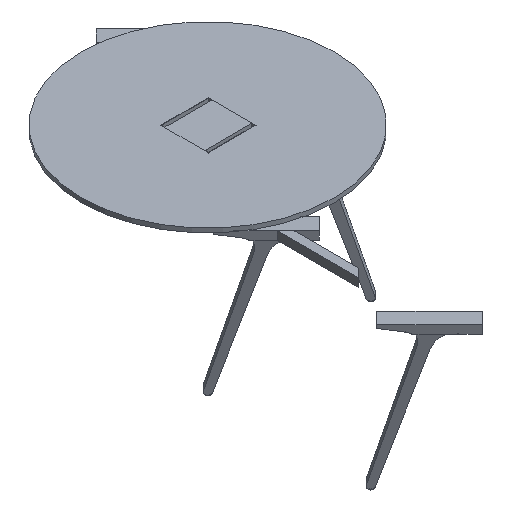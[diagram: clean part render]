
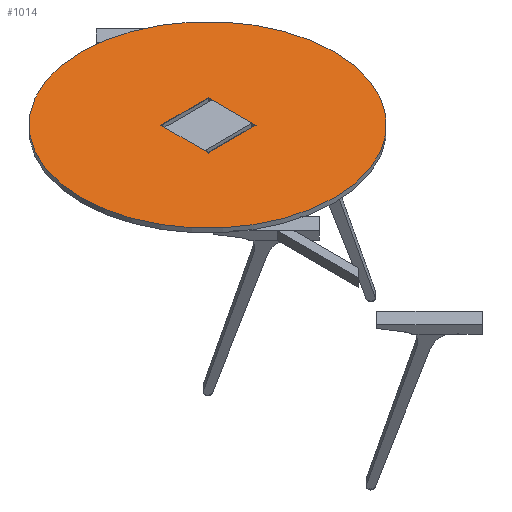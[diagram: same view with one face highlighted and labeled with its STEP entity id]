
A CAD part, isometric view. The second image highlights one B-rep face of the part: STEP entity #1014.
In plain terms, the highlighted planar face has unit normal (0, 0, 1).
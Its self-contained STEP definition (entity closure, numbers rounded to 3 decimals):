
#74=FACE_BOUND($,#163,.T.);
#80=CIRCLE($,#1088,600.);
#100=FACE_OUTER_BOUND($,#162,.T.);
#162=EDGE_LOOP($,(#705));
#163=EDGE_LOOP($,(#706,#707,#708,#709));
#222=LINE($,#1481,#338);
#226=LINE($,#1489,#342);
#229=LINE($,#1495,#345);
#232=LINE($,#1500,#348);
#338=VECTOR($,#1179,226.);
#342=VECTOR($,#1185,226.);
#345=VECTOR($,#1190,226.);
#348=VECTOR($,#1195,226.);
#454=VERTEX_POINT($,#1479);
#455=VERTEX_POINT($,#1480);
#458=VERTEX_POINT($,#1488);
#460=VERTEX_POINT($,#1494);
#462=VERTEX_POINT($,#1503);
#546=EDGE_CURVE($,#454,#455,#222,.T.);
#550=EDGE_CURVE($,#455,#458,#226,.T.);
#553=EDGE_CURVE($,#458,#460,#229,.T.);
#556=EDGE_CURVE($,#460,#454,#232,.T.);
#558=EDGE_CURVE($,#462,#462,#80,.T.);
#705=ORIENTED_EDGE($,*,*,#558,.F.);
#706=ORIENTED_EDGE($,*,*,#546,.T.);
#707=ORIENTED_EDGE($,*,*,#550,.T.);
#708=ORIENTED_EDGE($,*,*,#553,.T.);
#709=ORIENTED_EDGE($,*,*,#556,.T.);
#959=PLANE($,#1091);
#1014=ADVANCED_FACE($,(#100,#74),#959,.T.);
#1088=AXIS2_PLACEMENT_3D($,#1504,#1199,#1200);
#1091=AXIS2_PLACEMENT_3D($,#1508,#1205,#1206);
#1179=DIRECTION($,(0.,-1.,0.));
#1185=DIRECTION($,(-1.,0.,0.));
#1190=DIRECTION($,(0.,1.,0.));
#1195=DIRECTION($,(1.,0.,0.));
#1199=DIRECTION('center_axis',(0.,0.,-1.));
#1200=DIRECTION('ref_axis',(1.,0.,0.));
#1205=DIRECTION('center_axis',(0.,0.,1.));
#1206=DIRECTION('ref_axis',(1.,0.,0.));
#1479=CARTESIAN_POINT('',(-487.,110.026,20.));
#1480=CARTESIAN_POINT('',(-487.,-115.974,20.));
#1481=CARTESIAN_POINT($,(-487.,55.013,20.));
#1488=CARTESIAN_POINT('',(-713.,-115.974,20.));
#1489=CARTESIAN_POINT($,(-543.5,-115.974,20.));
#1494=CARTESIAN_POINT('',(-713.,110.026,20.));
#1495=CARTESIAN_POINT($,(-713.,-57.987,20.));
#1500=CARTESIAN_POINT($,(-656.5,110.026,20.));
#1503=CARTESIAN_POINT('',(0.,0.,20.));
#1504=CARTESIAN_POINT('Origin',(-600.,0.,20.));
#1508=CARTESIAN_POINT('Origin',(-600.,0.,20.));
